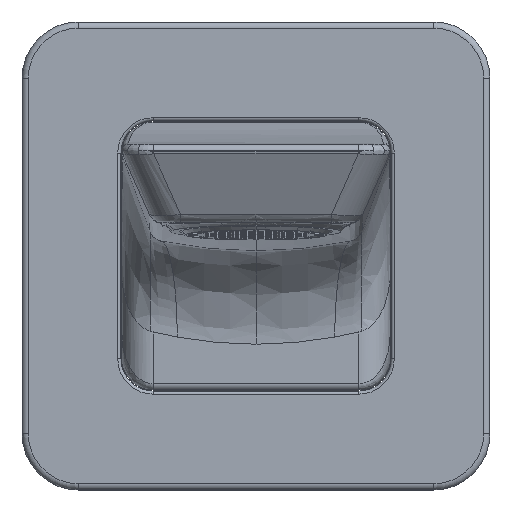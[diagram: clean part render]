
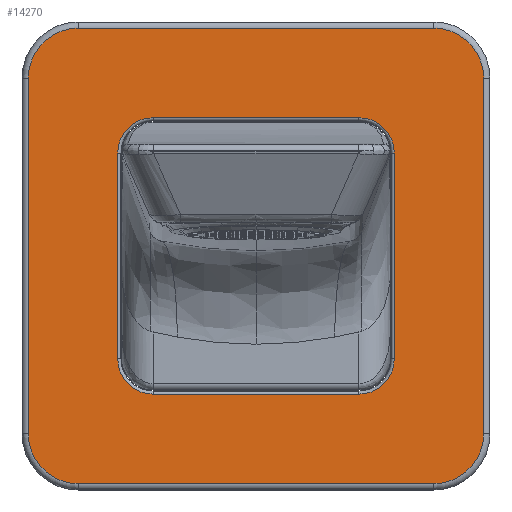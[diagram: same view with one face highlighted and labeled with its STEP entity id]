
A CAD part, top view. The second image highlights one B-rep face of the part: STEP entity #14270.
In plain terms, the highlighted planar face has unit normal (0, 0, 1).
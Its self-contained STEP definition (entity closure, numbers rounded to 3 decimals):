
#12878=DIRECTION('',(0.,-1.,0.));
#12879=VECTOR('',#12878,33.);
#12880=CARTESIAN_POINT('',(-22.15,16.5,7.));
#12881=LINE('',#12880,#12879);
#13245=DIRECTION('',(-1.,0.,0.));
#13246=VECTOR('',#13245,57.);
#13247=CARTESIAN_POINT('',(28.5,36.5,7.));
#13248=LINE('',#13247,#13246);
#13298=DIRECTION('',(0.,1.,0.));
#13299=VECTOR('',#13298,57.);
#13300=CARTESIAN_POINT('',(36.5,-28.5,7.));
#13301=LINE('',#13300,#13299);
#13368=CARTESIAN_POINT('',(-16.5,16.5,7.));
#13369=DIRECTION('',(0.,0.,-1.));
#13370=DIRECTION('',(-1.,0.,0.));
#13371=AXIS2_PLACEMENT_3D('',#13368,#13369,#13370);
#13376=CARTESIAN_POINT('',(-16.5,-16.5,7.));
#13377=DIRECTION('',(0.,0.,-1.));
#13378=DIRECTION('',(0.,-1.,0.));
#13379=AXIS2_PLACEMENT_3D('',#13376,#13377,#13378);
#13384=CARTESIAN_POINT('',(16.5,-16.5,7.));
#13385=DIRECTION('',(0.,0.,-1.));
#13386=DIRECTION('',(1.,0.,0.));
#13387=AXIS2_PLACEMENT_3D('',#13384,#13385,#13386);
#13392=CARTESIAN_POINT('',(16.5,16.5,7.));
#13393=DIRECTION('',(0.,0.,-1.));
#13394=DIRECTION('',(0.,1.,0.));
#13395=AXIS2_PLACEMENT_3D('',#13392,#13393,#13394);
#13400=CARTESIAN_POINT('',(28.5,28.5,7.));
#13401=DIRECTION('',(0.,0.,1.));
#13402=DIRECTION('',(1.,0.,0.));
#13403=AXIS2_PLACEMENT_3D('',#13400,#13401,#13402);
#13408=CARTESIAN_POINT('',(28.5,-28.5,7.));
#13409=DIRECTION('',(0.,0.,1.));
#13410=DIRECTION('',(0.,-1.,0.));
#13411=AXIS2_PLACEMENT_3D('',#13408,#13409,#13410);
#13416=DIRECTION('',(-1.,0.,0.));
#13417=VECTOR('',#13416,57.);
#13418=CARTESIAN_POINT('',(28.5,-36.5,7.));
#13419=LINE('',#13418,#13417);
#13423=CARTESIAN_POINT('',(-28.5,-28.5,7.));
#13424=DIRECTION('',(0.,0.,1.));
#13425=DIRECTION('',(-1.,0.,0.));
#13426=AXIS2_PLACEMENT_3D('',#13423,#13424,#13425);
#13431=DIRECTION('',(0.,1.,0.));
#13432=VECTOR('',#13431,57.);
#13433=CARTESIAN_POINT('',(-36.5,-28.5,7.));
#13434=LINE('',#13433,#13432);
#13438=CARTESIAN_POINT('',(-28.5,28.5,7.));
#13439=DIRECTION('',(0.,0.,1.));
#13440=DIRECTION('',(0.,1.,0.));
#13441=AXIS2_PLACEMENT_3D('',#13438,#13439,#13440);
#13446=DIRECTION('',(-1.,0.,0.));
#13447=VECTOR('',#13446,33.);
#13448=CARTESIAN_POINT('',(16.5,22.15,7.));
#13449=LINE('',#13448,#13447);
#13573=DIRECTION('',(0.,1.,0.));
#13574=VECTOR('',#13573,33.);
#13575=CARTESIAN_POINT('',(22.15,-16.5,7.));
#13576=LINE('',#13575,#13574);
#13611=DIRECTION('',(1.,0.,0.));
#13612=VECTOR('',#13611,33.);
#13613=CARTESIAN_POINT('',(-16.5,-22.15,7.));
#13614=LINE('',#13613,#13612);
#13655=CARTESIAN_POINT('',(22.15,16.5,7.));
#13657=VERTEX_POINT('',#13655);
#13670=CARTESIAN_POINT('',(22.15,-16.5,7.));
#13671=VERTEX_POINT('',#13670);
#13672=CARTESIAN_POINT('',(-16.5,-22.15,7.));
#13674=VERTEX_POINT('',#13672);
#13676=CARTESIAN_POINT('',(16.5,22.15,7.));
#13677=CARTESIAN_POINT('',(-16.5,22.15,7.));
#13678=VERTEX_POINT('',#13676);
#13679=VERTEX_POINT('',#13677);
#13680=CARTESIAN_POINT('',(-22.15,-16.5,7.));
#13681=VERTEX_POINT('',#13680);
#13682=CARTESIAN_POINT('',(-22.15,16.5,7.));
#13683=VERTEX_POINT('',#13682);
#13684=CARTESIAN_POINT('',(16.5,-22.15,7.));
#13685=VERTEX_POINT('',#13684);
#13742=CARTESIAN_POINT('',(36.5,28.5,7.));
#13743=VERTEX_POINT('',#13742);
#13744=CARTESIAN_POINT('',(28.5,36.5,7.));
#13745=VERTEX_POINT('',#13744);
#13754=CARTESIAN_POINT('',(-28.5,36.5,7.));
#13755=VERTEX_POINT('',#13754);
#13756=CARTESIAN_POINT('',(-36.5,28.5,7.));
#13757=VERTEX_POINT('',#13756);
#13766=CARTESIAN_POINT('',(28.5,-36.5,7.));
#13767=VERTEX_POINT('',#13766);
#13768=CARTESIAN_POINT('',(36.5,-28.5,7.));
#13769=VERTEX_POINT('',#13768);
#13778=CARTESIAN_POINT('',(-36.5,-28.5,7.));
#13779=VERTEX_POINT('',#13778);
#13780=CARTESIAN_POINT('',(-28.5,-36.5,7.));
#13781=VERTEX_POINT('',#13780);
#14239=CARTESIAN_POINT('',(-29.5,-29.5,7.));
#14240=DIRECTION('',(0.,0.,1.));
#14241=DIRECTION('',(1.,0.,0.));
#14242=AXIS2_PLACEMENT_3D('',#14239,#14240,#14241);
#14243=PLANE('',#14242);
#14244=ORIENTED_EDGE('',*,*,#14149,.F.);
#14245=ORIENTED_EDGE('',*,*,#14165,.F.);
#14246=ORIENTED_EDGE('',*,*,#14177,.F.);
#14247=ORIENTED_EDGE('',*,*,#14193,.T.);
#14248=ORIENTED_EDGE('',*,*,#14205,.F.);
#14249=ORIENTED_EDGE('',*,*,#14219,.T.);
#14250=ORIENTED_EDGE('',*,*,#14232,.F.);
#14251=ORIENTED_EDGE('',*,*,#14134,.F.);
#14252=EDGE_LOOP('',(#14244,#14245,#14246,#14247,#14248,#14249,#14250,#14251));
#14253=FACE_OUTER_BOUND('',#14252,.F.);
#14255=ORIENTED_EDGE('',*,*,#14254,.T.);
#14257=ORIENTED_EDGE('',*,*,#14256,.F.);
#14258=ORIENTED_EDGE('',*,*,#13789,.T.);
#14259=ORIENTED_EDGE('',*,*,#13808,.F.);
#14261=ORIENTED_EDGE('',*,*,#14260,.T.);
#14263=ORIENTED_EDGE('',*,*,#14262,.F.);
#14265=ORIENTED_EDGE('',*,*,#14264,.T.);
#14267=ORIENTED_EDGE('',*,*,#14266,.F.);
#14268=EDGE_LOOP('',(#14255,#14257,#14258,#14259,#14261,#14263,#14265,#14267));
#14269=FACE_BOUND('',#14268,.F.);
#14270=ADVANCED_FACE('',(#14253,#14269),#14243,.T.);
#13372=CIRCLE('',#13371,5.65);
#13380=CIRCLE('',#13379,5.65);
#13388=CIRCLE('',#13387,5.65);
#13396=CIRCLE('',#13395,5.65);
#13404=CIRCLE('',#13403,8.);
#13412=CIRCLE('',#13411,8.);
#13427=CIRCLE('',#13426,8.);
#13442=CIRCLE('',#13441,8.);
#13789=EDGE_CURVE('',#13683,#13681,#12881,.T.);
#13808=EDGE_CURVE('',#13674,#13681,#13380,.T.);
#14134=EDGE_CURVE('',#13745,#13755,#13248,.T.);
#14149=EDGE_CURVE('',#13743,#13745,#13404,.T.);
#14165=EDGE_CURVE('',#13769,#13743,#13301,.T.);
#14177=EDGE_CURVE('',#13767,#13769,#13412,.T.);
#14193=EDGE_CURVE('',#13767,#13781,#13419,.T.);
#14205=EDGE_CURVE('',#13779,#13781,#13427,.T.);
#14219=EDGE_CURVE('',#13779,#13757,#13434,.T.);
#14232=EDGE_CURVE('',#13755,#13757,#13442,.T.);
#14254=EDGE_CURVE('',#13678,#13679,#13449,.T.);
#14256=EDGE_CURVE('',#13683,#13679,#13372,.T.);
#14260=EDGE_CURVE('',#13674,#13685,#13614,.T.);
#14262=EDGE_CURVE('',#13671,#13685,#13388,.T.);
#14264=EDGE_CURVE('',#13671,#13657,#13576,.T.);
#14266=EDGE_CURVE('',#13678,#13657,#13396,.T.);
